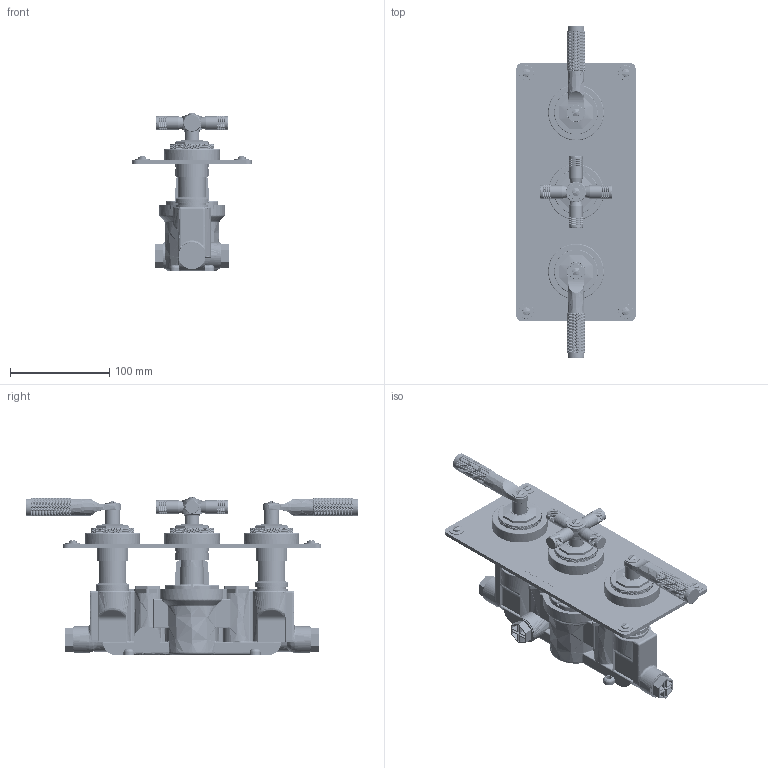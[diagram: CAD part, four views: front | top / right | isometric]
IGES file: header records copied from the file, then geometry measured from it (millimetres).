
Global section: file name: V705-TLK; native system: Autodesk Inventor 2018; preprocessor: unknown; author: adaniels; date: 20171003.111100; units: millimetre
Bounding box: 120 x 334 x 159.25 mm (x, y, z)
Volume: 691060.8 mm3; surface area: 418443.1 mm2
Topology: 116 solids, 121 shells, 33171 faces, 72849 edges, 40164 vertices
Faces by surface type: bspline 33171
